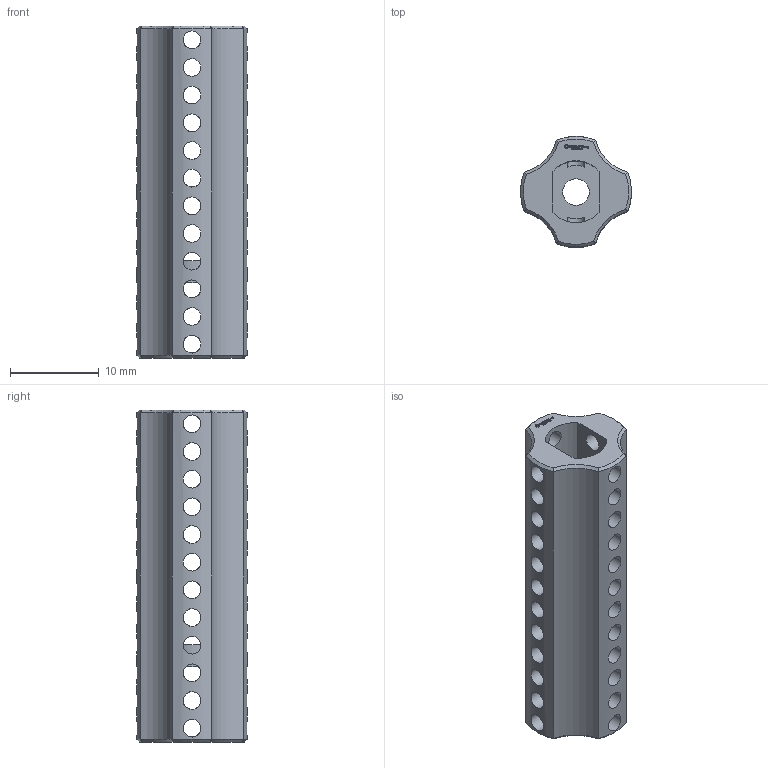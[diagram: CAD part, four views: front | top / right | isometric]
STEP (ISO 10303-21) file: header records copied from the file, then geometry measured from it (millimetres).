
FILE_DESCRIPTION(('FreeCAD Model'),'2;1');
FILE_NAME('Open CASCADE Shape Model','2024-06-16T00:55:51',(''),(''), 'Open CASCADE STEP processor 7.6','FreeCAD','Unknown');
FILE_SCHEMA(('AUTOMOTIVE_DESIGN { 1 0 10303 214 1 1 1 1 }'));
Length unit declared in the file: millimetre
Products named in the file (1): Power-Transmission Hub PLN IDX FXD TTMotor BU03.00 - SPN-PTH-0211 
(stemfie.org)
Bounding box: 12.5 x 12.5 x 37.5 mm (x, y, z)
Volume: 2373.9 mm3; surface area: 3103.2 mm2
Topology: 1 solids, 1 shells, 530 faces, 1533 edges, 1024 vertices
Faces by surface type: plane 327, extrusion 112, cylinder 69, cone 22
Full cylindrical faces by diameter (mm): 2 x48, 3 x1
Entity records: 22285 total; most frequent: CARTESIAN_POINT 8691, ORIENTED_EDGE 3066, DIRECTION 2239, EDGE_CURVE 1533, VECTOR 1175, LINE 1063, VERTEX_POINT 1024, FACE_BOUND 647
